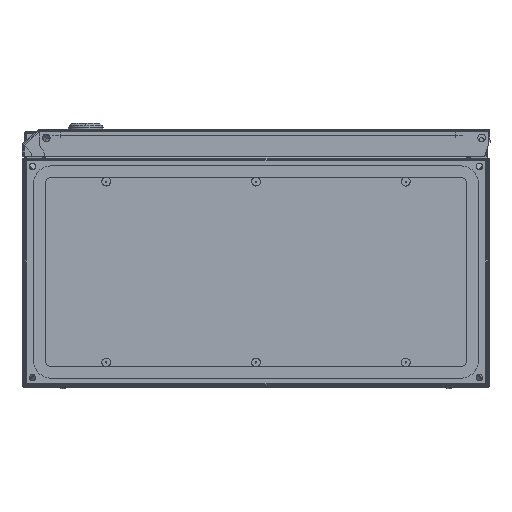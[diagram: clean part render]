
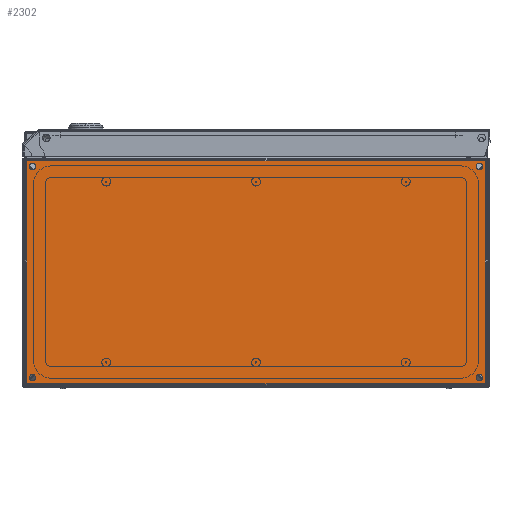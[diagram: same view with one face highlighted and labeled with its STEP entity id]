
A CAD part, front view. The second image highlights one B-rep face of the part: STEP entity #2302.
In plain terms, the highlighted face is planar.
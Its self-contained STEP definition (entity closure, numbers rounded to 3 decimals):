
#668 = CARTESIAN_POINT ( 'NONE',  ( 389., 7., 0. ) ) ;
#811 = CARTESIAN_POINT ( 'NONE',  ( 2., 193.423, 0. ) ) ;
#1109 = AXIS2_PLACEMENT_3D ( 'NONE', #26985, #16758, #7021 ) ;
#1351 = EDGE_CURVE ( 'NONE', #7297, #18928, #15041, .T. ) ;
#1810 = DIRECTION ( 'NONE',  ( 0., 0., 1. ) ) ;
#2044 = AXIS2_PLACEMENT_3D ( 'NONE', #17648, #31960, #12781 ) ;
#2302 = ADVANCED_FACE ( 'NONE', ( #17877, #25345, #5079, #7986, #30230 ), #18037, .F. ) ;
#2309 = CIRCLE ( 'NONE', #29758, 2.75 ) ;
#2594 = DIRECTION ( 'NONE',  ( 1., 0., 0. ) ) ;
#3213 = ORIENTED_EDGE ( 'NONE', *, *, #4833, .F. ) ;
#3269 = CARTESIAN_POINT ( 'NONE',  ( 4.25, 7., 0. ) ) ;
#3435 = CARTESIAN_POINT ( 'NONE',  ( 386.25, 7., 0. ) ) ;
#3875 = VERTEX_POINT ( 'NONE', #19316 ) ;
#3983 = ORIENTED_EDGE ( 'NONE', *, *, #13055, .T. ) ;
#4403 = DIRECTION ( 'NONE',  ( 0., 1., 0. ) ) ;
#4738 = LINE ( 'NONE', #26951, #4785 ) ;
#4785 = VECTOR ( 'NONE', #19794, 1000. ) ;
#4833 = EDGE_CURVE ( 'NONE', #27158, #21435, #5539, .T. ) ;
#5079 = FACE_BOUND ( 'NONE', #14183, .T. ) ;
#5142 = CARTESIAN_POINT ( 'NONE',  ( 2., 192.6, 0. ) ) ;
#5163 = CARTESIAN_POINT ( 'NONE',  ( 9.75, 187.6, 0. ) ) ;
#5539 = CIRCLE ( 'NONE', #13831, 2.75 ) ;
#5690 = VERTEX_POINT ( 'NONE', #11588 ) ;
#5730 = DIRECTION ( 'NONE',  ( 0., 0., -1. ) ) ;
#5850 = AXIS2_PLACEMENT_3D ( 'NONE', #21249, #1810, #29360 ) ;
#5908 = VERTEX_POINT ( 'NONE', #20637 ) ;
#6716 = ORIENTED_EDGE ( 'NONE', *, *, #10759, .F. ) ;
#7021 = DIRECTION ( 'NONE',  ( -1., 0., 0. ) ) ;
#7038 = DIRECTION ( 'NONE',  ( 1., 0., 0. ) ) ;
#7190 = CARTESIAN_POINT ( 'NONE',  ( 7., 7., 0. ) ) ;
#7297 = VERTEX_POINT ( 'NONE', #9814 ) ;
#7358 = DIRECTION ( 'NONE',  ( 0., 0., 1. ) ) ;
#7467 = DIRECTION ( 'NONE',  ( 0., 0., 1. ) ) ;
#7972 = EDGE_CURVE ( 'NONE', #3875, #16003, #4738, .T. ) ;
#7986 = FACE_BOUND ( 'NONE', #22075, .T. ) ;
#9568 = LINE ( 'NONE', #19777, #25535 ) ;
#9574 = VERTEX_POINT ( 'NONE', #5163 ) ;
#9681 = LINE ( 'NONE', #19578, #12037 ) ;
#9784 = CARTESIAN_POINT ( 'NONE',  ( 389., 7., 0. ) ) ;
#9814 = CARTESIAN_POINT ( 'NONE',  ( 9.75, 7., 0. ) ) ;
#10425 = EDGE_LOOP ( 'NONE', ( #15911, #16916 ) ) ;
#10752 = EDGE_CURVE ( 'NONE', #18928, #7297, #21217, .T. ) ;
#10759 = EDGE_CURVE ( 'NONE', #21435, #27158, #26914, .T. ) ;
#11556 = DIRECTION ( 'NONE',  ( 1., 0., 0. ) ) ;
#11588 = CARTESIAN_POINT ( 'NONE',  ( 386.25, 187.6, 0. ) ) ;
#12037 = VECTOR ( 'NONE', #29485, 1000. ) ;
#12050 = VERTEX_POINT ( 'NONE', #18696 ) ;
#12072 = CARTESIAN_POINT ( 'NONE',  ( 391.75, 187.6, 0. ) ) ;
#12781 = DIRECTION ( 'NONE',  ( 1., 0., 0. ) ) ;
#12905 = AXIS2_PLACEMENT_3D ( 'NONE', #9784, #19531, #7038 ) ;
#12937 = EDGE_LOOP ( 'NONE', ( #26354, #31391 ) ) ;
#13055 = EDGE_CURVE ( 'NONE', #12050, #26130, #9681, .T. ) ;
#13107 = LINE ( 'NONE', #811, #28689 ) ;
#13514 = EDGE_CURVE ( 'NONE', #16003, #12050, #9568, .T. ) ;
#13831 = AXIS2_PLACEMENT_3D ( 'NONE', #668, #7467, #2594 ) ;
#14183 = EDGE_LOOP ( 'NONE', ( #6716, #3213 ) ) ;
#14949 = CARTESIAN_POINT ( 'NONE',  ( 0., 0., 0. ) ) ;
#15041 = CIRCLE ( 'NONE', #1109, 2.75 ) ;
#15119 = DIRECTION ( 'NONE',  ( 0., 0., 1. ) ) ;
#15911 = ORIENTED_EDGE ( 'NONE', *, *, #31865, .F. ) ;
#16003 = VERTEX_POINT ( 'NONE', #17461 ) ;
#16758 = DIRECTION ( 'NONE',  ( 0., 0., 1. ) ) ;
#16916 = ORIENTED_EDGE ( 'NONE', *, *, #21516, .F. ) ;
#17044 = CARTESIAN_POINT ( 'NONE',  ( 7., 187.6, 0. ) ) ;
#17461 = CARTESIAN_POINT ( 'NONE',  ( 394., 2., 0. ) ) ;
#17648 = CARTESIAN_POINT ( 'NONE',  ( 7., 187.6, 0. ) ) ;
#17877 = FACE_BOUND ( 'NONE', #12937, .T. ) ;
#17922 = EDGE_CURVE ( 'NONE', #9574, #5908, #28465, .T. ) ;
#18037 = PLANE ( 'NONE',  #23635 ) ;
#18696 = CARTESIAN_POINT ( 'NONE',  ( 394., 192.6, 0. ) ) ;
#18928 = VERTEX_POINT ( 'NONE', #3269 ) ;
#19316 = CARTESIAN_POINT ( 'NONE',  ( 2., 2., 0. ) ) ;
#19457 = ORIENTED_EDGE ( 'NONE', *, *, #27934, .T. ) ;
#19531 = DIRECTION ( 'NONE',  ( 0., 0., 1. ) ) ;
#19578 = CARTESIAN_POINT ( 'NONE',  ( 394.823, 192.6, 0. ) ) ;
#19777 = CARTESIAN_POINT ( 'NONE',  ( 394., 1.177, 0. ) ) ;
#19794 = DIRECTION ( 'NONE',  ( 1., 0., 0. ) ) ;
#20143 = EDGE_LOOP ( 'NONE', ( #19457, #24988, #28098, #3983 ) ) ;
#20563 = DIRECTION ( 'NONE',  ( 0., -1., 0. ) ) ;
#20567 = CIRCLE ( 'NONE', #24717, 2.75 ) ;
#20637 = CARTESIAN_POINT ( 'NONE',  ( 4.25, 187.6, 0. ) ) ;
#20701 = AXIS2_PLACEMENT_3D ( 'NONE', #7190, #7358, #22138 ) ;
#21217 = CIRCLE ( 'NONE', #20701, 2.75 ) ;
#21249 = CARTESIAN_POINT ( 'NONE',  ( 389., 187.6, 0. ) ) ;
#21435 = VERTEX_POINT ( 'NONE', #23216 ) ;
#21516 = EDGE_CURVE ( 'NONE', #5690, #28474, #25010, .T. ) ;
#22075 = EDGE_LOOP ( 'NONE', ( #27225, #24029 ) ) ;
#22138 = DIRECTION ( 'NONE',  ( -1., 0., 0. ) ) ;
#23083 = CARTESIAN_POINT ( 'NONE',  ( 389., 187.6, 0. ) ) ;
#23216 = CARTESIAN_POINT ( 'NONE',  ( 391.75, 7., 0. ) ) ;
#23635 = AXIS2_PLACEMENT_3D ( 'NONE', #14949, #5730, #27780 ) ;
#24029 = ORIENTED_EDGE ( 'NONE', *, *, #28816, .F. ) ;
#24717 = AXIS2_PLACEMENT_3D ( 'NONE', #23083, #15119, #24857 ) ;
#24857 = DIRECTION ( 'NONE',  ( -1., 0., 0. ) ) ;
#24988 = ORIENTED_EDGE ( 'NONE', *, *, #7972, .T. ) ;
#25010 = CIRCLE ( 'NONE', #5850, 2.75 ) ;
#25345 = FACE_BOUND ( 'NONE', #10425, .T. ) ;
#25535 = VECTOR ( 'NONE', #4403, 1000. ) ;
#26130 = VERTEX_POINT ( 'NONE', #5142 ) ;
#26354 = ORIENTED_EDGE ( 'NONE', *, *, #1351, .F. ) ;
#26914 = CIRCLE ( 'NONE', #12905, 2.75 ) ;
#26951 = CARTESIAN_POINT ( 'NONE',  ( 1.177, 2., 0. ) ) ;
#26985 = CARTESIAN_POINT ( 'NONE',  ( 7., 7., 0. ) ) ;
#27121 = DIRECTION ( 'NONE',  ( 0., 0., 1. ) ) ;
#27158 = VERTEX_POINT ( 'NONE', #3435 ) ;
#27225 = ORIENTED_EDGE ( 'NONE', *, *, #17922, .F. ) ;
#27780 = DIRECTION ( 'NONE',  ( -1., 0., 0. ) ) ;
#27934 = EDGE_CURVE ( 'NONE', #26130, #3875, #13107, .T. ) ;
#28098 = ORIENTED_EDGE ( 'NONE', *, *, #13514, .T. ) ;
#28465 = CIRCLE ( 'NONE', #2044, 2.75 ) ;
#28474 = VERTEX_POINT ( 'NONE', #12072 ) ;
#28689 = VECTOR ( 'NONE', #20563, 1000. ) ;
#28816 = EDGE_CURVE ( 'NONE', #5908, #9574, #2309, .T. ) ;
#29360 = DIRECTION ( 'NONE',  ( -1., 0., 0. ) ) ;
#29485 = DIRECTION ( 'NONE',  ( -1., 0., 0. ) ) ;
#29758 = AXIS2_PLACEMENT_3D ( 'NONE', #17044, #27121, #11556 ) ;
#30230 = FACE_OUTER_BOUND ( 'NONE', #20143, .T. ) ;
#31391 = ORIENTED_EDGE ( 'NONE', *, *, #10752, .F. ) ;
#31865 = EDGE_CURVE ( 'NONE', #28474, #5690, #20567, .T. ) ;
#31960 = DIRECTION ( 'NONE',  ( 0., 0., 1. ) ) ;
